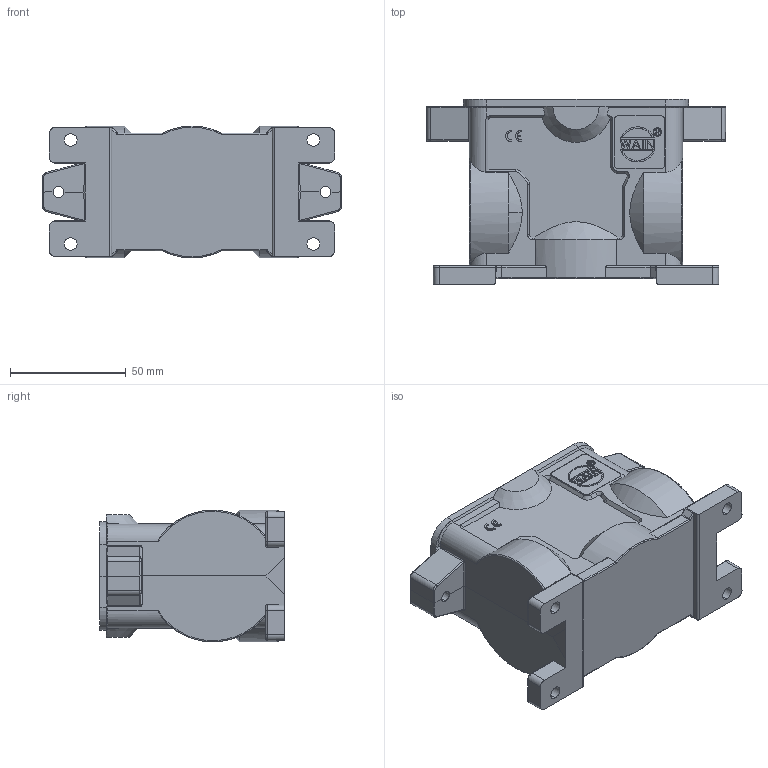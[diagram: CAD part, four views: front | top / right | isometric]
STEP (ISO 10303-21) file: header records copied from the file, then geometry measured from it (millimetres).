
FILE_DESCRIPTION((''),'2;1');
FILE_NAME('PRT0029','2024-01-27T',('13001'),(''),'PRO/ENGINEER BY PARAMETRIC TECHNOLOGY CORPORATION, 2012480','PRO/ENGINEER BY PARAMETRIC TECHNOLOGY CORPORATION, 2012480','');
FILE_SCHEMA(('CONFIG_CONTROL_DESIGN'));
Length unit declared in the file: millimetre
Products named in the file (1): PRT0029
Bounding box: 129.5 x 80 x 57 mm (x, y, z)
Volume: 143397.7 mm3; surface area: 55328.2 mm2
Topology: 1 solids, 1 shells, 589 faces, 1593 edges, 1031 vertices
Faces by surface type: plane 326, cylinder 144, cone 59, bspline 38, sphere 8, extrusion 8, torus 6
Entity records: 21346 total; most frequent: CARTESIAN_POINT 6894, ORIENTED_EDGE 3170, DIRECTION 2726, EDGE_CURVE 1585, VERTEX_POINT 1031, VECTOR 992, LINE 984, AXIS2_PLACEMENT_3D 867
